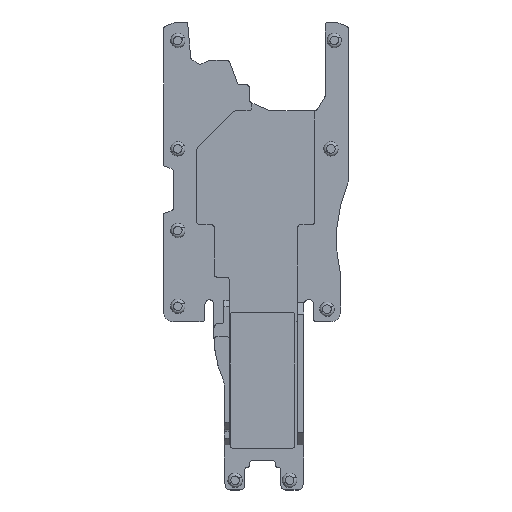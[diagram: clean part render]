
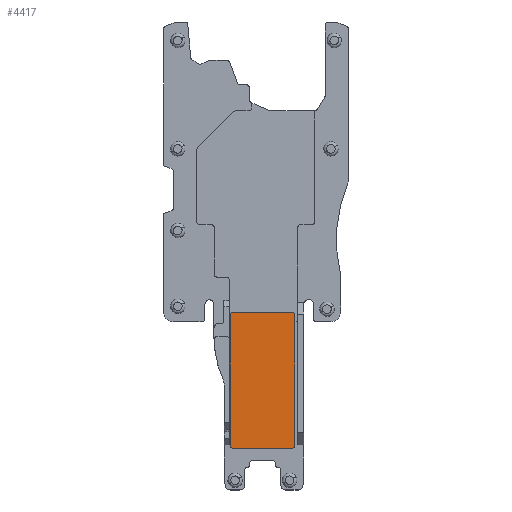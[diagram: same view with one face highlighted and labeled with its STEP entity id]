
A CAD part, left-side view. The second image highlights one B-rep face of the part: STEP entity #4417.
In plain terms, the highlighted planar face has unit normal (-1, 0, 0).
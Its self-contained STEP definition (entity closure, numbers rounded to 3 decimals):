
#2586=AXIS2_PLACEMENT_3D('Circle Axis2P3D',#2584,#2585,$) ;
#2634=AXIS2_PLACEMENT_3D('Circle Axis2P3D',#2632,#2633,$) ;
#4403=AXIS2_PLACEMENT_3D('Plane Axis2P3D',#4400,#4401,#4402) ;
#2540=CARTESIAN_POINT('Vertex',(2.55,12.15,17.3)) ;
#2560=CARTESIAN_POINT('Line Origine',(2.55,12.15,17.65)) ;
#2564=CARTESIAN_POINT('Vertex',(2.55,12.15,18.)) ;
#2584=CARTESIAN_POINT('Axis2P3D Location',(2.55,11.85,18.)) ;
#2588=CARTESIAN_POINT('Vertex',(2.55,11.85,18.3)) ;
#2608=CARTESIAN_POINT('Line Origine',(2.55,8.825,18.3)) ;
#2612=CARTESIAN_POINT('Vertex',(2.55,5.8,18.3)) ;
#2632=CARTESIAN_POINT('Axis2P3D Location',(2.55,5.8,18.)) ;
#2636=CARTESIAN_POINT('Vertex',(2.55,5.5,18.)) ;
#2656=CARTESIAN_POINT('Line Origine',(2.55,5.5,17.65)) ;
#2660=CARTESIAN_POINT('Vertex',(2.55,5.5,17.3)) ;
#4205=CARTESIAN_POINT('Line Origine',(2.55,8.825,4.3)) ;
#4209=CARTESIAN_POINT('Vertex',(2.55,5.8,4.3)) ;
#4211=CARTESIAN_POINT('Vertex',(2.55,11.85,4.3)) ;
#4215=CARTESIAN_POINT('Control Point',(2.55,12.15,4.6)) ;
#4216=CARTESIAN_POINT('Control Point',(2.55,12.15,4.563)) ;
#4217=CARTESIAN_POINT('Control Point',(2.55,12.144,4.525)) ;
#4218=CARTESIAN_POINT('Control Point',(2.55,12.132,4.488)) ;
#4219=CARTESIAN_POINT('Control Point',(2.55,12.097,4.42)) ;
#4220=CARTESIAN_POINT('Control Point',(2.55,12.044,4.367)) ;
#4221=CARTESIAN_POINT('Control Point',(2.55,12.012,4.343)) ;
#4222=CARTESIAN_POINT('Control Point',(2.55,11.961,4.318)) ;
#4223=CARTESIAN_POINT('Control Point',(2.55,11.907,4.305)) ;
#4224=CARTESIAN_POINT('Control Point',(2.55,11.888,4.302)) ;
#4225=CARTESIAN_POINT('Control Point',(2.55,11.869,4.3)) ;
#4226=CARTESIAN_POINT('Control Point',(2.55,11.85,4.3)) ;
#4227=CARTESIAN_POINT('Vertex',(2.55,12.15,4.6)) ;
#4230=CARTESIAN_POINT('Line Origine',(2.55,12.15,10.95)) ;
#4240=CARTESIAN_POINT('Line Origine',(2.55,5.5,10.95)) ;
#4244=CARTESIAN_POINT('Vertex',(2.55,5.5,4.6)) ;
#4248=CARTESIAN_POINT('Control Point',(2.55,5.8,4.3)) ;
#4249=CARTESIAN_POINT('Control Point',(2.55,5.763,4.3)) ;
#4250=CARTESIAN_POINT('Control Point',(2.55,5.725,4.306)) ;
#4251=CARTESIAN_POINT('Control Point',(2.55,5.688,4.318)) ;
#4252=CARTESIAN_POINT('Control Point',(2.55,5.62,4.353)) ;
#4253=CARTESIAN_POINT('Control Point',(2.55,5.567,4.406)) ;
#4254=CARTESIAN_POINT('Control Point',(2.55,5.543,4.438)) ;
#4255=CARTESIAN_POINT('Control Point',(2.55,5.518,4.489)) ;
#4256=CARTESIAN_POINT('Control Point',(2.55,5.505,4.543)) ;
#4257=CARTESIAN_POINT('Control Point',(2.55,5.502,4.562)) ;
#4258=CARTESIAN_POINT('Control Point',(2.55,5.5,4.581)) ;
#4259=CARTESIAN_POINT('Control Point',(2.55,5.5,4.6)) ;
#4400=CARTESIAN_POINT('Axis2P3D Location',(2.55,8.8,17.3)) ;
#2561=DIRECTION('Vector Direction',(0.,0.,-1.)) ;
#2585=DIRECTION('Axis2P3D Direction',(-1.,0.,0.)) ;
#2609=DIRECTION('Vector Direction',(0.,-1.,0.)) ;
#2633=DIRECTION('Axis2P3D Direction',(-1.,0.,0.)) ;
#2657=DIRECTION('Vector Direction',(0.,0.,1.)) ;
#4206=DIRECTION('Vector Direction',(0.,-1.,0.)) ;
#4231=DIRECTION('Vector Direction',(0.,0.,1.)) ;
#4241=DIRECTION('Vector Direction',(0.,0.,1.)) ;
#4401=DIRECTION('Axis2P3D Direction',(-1.,0.,0.)) ;
#4402=DIRECTION('Axis2P3D XDirection',(0.,-1.,0.)) ;
#2562=VECTOR('Line Direction',#2561,1.) ;
#2610=VECTOR('Line Direction',#2609,1.) ;
#2658=VECTOR('Line Direction',#2657,1.) ;
#4207=VECTOR('Line Direction',#4206,1.) ;
#4232=VECTOR('Line Direction',#4231,1.) ;
#4242=VECTOR('Line Direction',#4241,1.) ;
#4406=ORIENTED_EDGE('',*,*,#4229,.T.) ;
#4407=ORIENTED_EDGE('',*,*,#4213,.F.) ;
#4408=ORIENTED_EDGE('',*,*,#4260,.T.) ;
#4409=ORIENTED_EDGE('',*,*,#4246,.T.) ;
#4410=ORIENTED_EDGE('',*,*,#2662,.T.) ;
#4411=ORIENTED_EDGE('',*,*,#2638,.T.) ;
#4412=ORIENTED_EDGE('',*,*,#2614,.F.) ;
#4413=ORIENTED_EDGE('',*,*,#2590,.T.) ;
#4414=ORIENTED_EDGE('',*,*,#2566,.T.) ;
#4415=ORIENTED_EDGE('',*,*,#4234,.T.) ;
#4417=ADVANCED_FACE('MCV APG 4',(#4416),#4404,.T.) ;
#4214=B_SPLINE_CURVE_WITH_KNOTS('',5,(#4215,#4216,#4217,#4218,#4219,#4220,#4221,#4222,#4223,#4224,#4225,#4226),.UNSPECIFIED.,.F.,.U.,(6,3,3,6),(0.,0.274,0.548,0.686),.UNSPECIFIED.) ;
#4247=B_SPLINE_CURVE_WITH_KNOTS('',5,(#4248,#4249,#4250,#4251,#4252,#4253,#4254,#4255,#4256,#4257,#4258,#4259),.UNSPECIFIED.,.F.,.U.,(6,3,3,6),(0.,0.274,0.548,0.686),.UNSPECIFIED.) ;
#2587=CIRCLE('generated circle',#2586,0.3) ;
#2635=CIRCLE('generated circle',#2634,0.3) ;
#2566=EDGE_CURVE('',#2565,#2541,#2563,.T.) ;
#2590=EDGE_CURVE('',#2589,#2565,#2587,.T.) ;
#2614=EDGE_CURVE('',#2589,#2613,#2611,.T.) ;
#2638=EDGE_CURVE('',#2637,#2613,#2635,.T.) ;
#2662=EDGE_CURVE('',#2661,#2637,#2659,.T.) ;
#4213=EDGE_CURVE('',#4210,#4212,#4208,.F.) ;
#4229=EDGE_CURVE('',#4228,#4212,#4214,.T.) ;
#4234=EDGE_CURVE('',#2541,#4228,#4233,.F.) ;
#4246=EDGE_CURVE('',#4245,#2661,#4243,.T.) ;
#4260=EDGE_CURVE('',#4210,#4245,#4247,.T.) ;
#4405=EDGE_LOOP('',(#4406,#4407,#4408,#4409,#4410,#4411,#4412,#4413,#4414,#4415)) ;
#4416=FACE_OUTER_BOUND('',#4405,.T.) ;
#2563=LINE('Line',#2560,#2562) ;
#2611=LINE('Line',#2608,#2610) ;
#2659=LINE('Line',#2656,#2658) ;
#4208=LINE('Line',#4205,#4207) ;
#4233=LINE('Line',#4230,#4232) ;
#4243=LINE('Line',#4240,#4242) ;
#4404=PLANE('',#4403) ;
#2541=VERTEX_POINT('',#2540) ;
#2565=VERTEX_POINT('',#2564) ;
#2589=VERTEX_POINT('',#2588) ;
#2613=VERTEX_POINT('',#2612) ;
#2637=VERTEX_POINT('',#2636) ;
#2661=VERTEX_POINT('',#2660) ;
#4210=VERTEX_POINT('',#4209) ;
#4212=VERTEX_POINT('',#4211) ;
#4228=VERTEX_POINT('',#4227) ;
#4245=VERTEX_POINT('',#4244) ;
